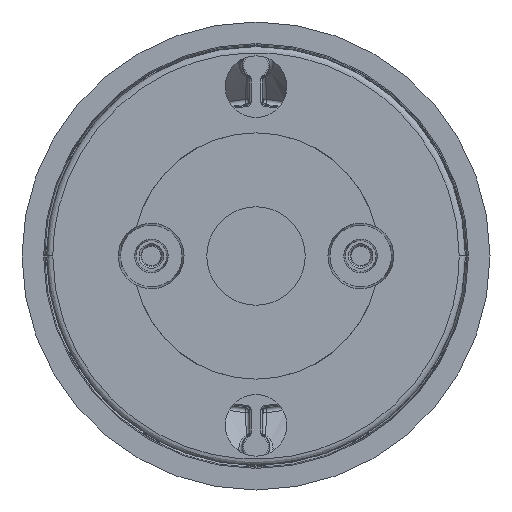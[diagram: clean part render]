
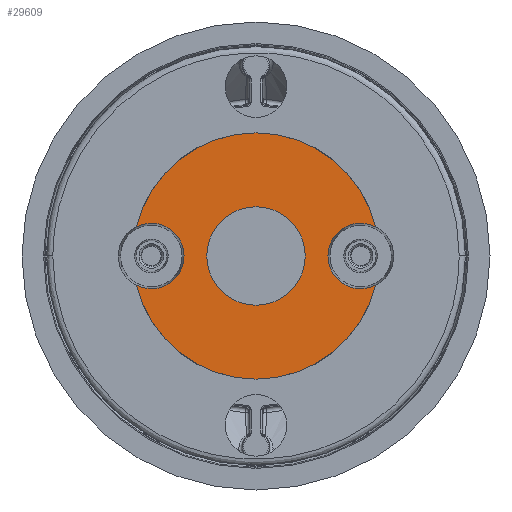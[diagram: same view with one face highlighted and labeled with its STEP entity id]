
A CAD part, front view. The second image highlights one B-rep face of the part: STEP entity #29609.
In plain terms, the highlighted planar face has unit normal (0, -1, 0).
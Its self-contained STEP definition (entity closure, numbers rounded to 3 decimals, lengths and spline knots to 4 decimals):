
#344 = DIRECTION ( 'NONE',  ( 0., -1., 0. ) ) ;
#436 = DIRECTION ( 'NONE',  ( 0., 1., 0. ) ) ;
#1653 = AXIS2_PLACEMENT_3D ( 'NONE', #16149, #45442, #20370 ) ;
#2007 = CARTESIAN_POINT ( 'NONE',  ( -0.6693, 0.0157, -1.2992 ) ) ;
#2684 = AXIS2_PLACEMENT_3D ( 'NONE', #25533, #436, #29749 ) ;
#2984 = ORIENTED_EDGE ( 'NONE', *, *, #36680, .T. ) ;
#3253 = CARTESIAN_POINT ( 'NONE',  ( -0.7651, 0.0157, -1.1132 ) ) ;
#3455 = AXIS2_PLACEMENT_3D ( 'NONE', #41269, #16185, #45483 ) ;
#4756 = EDGE_CURVE ( 'NONE', #38057, #48383, #12619, .T. ) ;
#5045 = DIRECTION ( 'NONE',  ( 0., 1., 0. ) ) ;
#5046 = CARTESIAN_POINT ( 'NONE',  ( 0., 0.0157, -1.2992 ) ) ;
#5612 = EDGE_LOOP ( 'NONE', ( #44904, #24798, #36179, #48802, #32824, #16163, #11210 ) ) ;
#5718 = VERTEX_POINT ( 'NONE', #50992 ) ;
#6201 = DIRECTION ( 'NONE',  ( -1., 0., 0. ) ) ;
#6528 = EDGE_CURVE ( 'NONE', #5718, #12355, #28924, .T. ) ;
#6864 = CARTESIAN_POINT ( 'NONE',  ( 0.7651, 0.0157, -1.1132 ) ) ;
#8121 = CARTESIAN_POINT ( 'NONE',  ( 0., 0.0157, -0.9843 ) ) ;
#9264 = DIRECTION ( 'NONE',  ( 0., 0., 1. ) ) ;
#9876 = AXIS2_PLACEMENT_3D ( 'NONE', #42123, #344, #29652 ) ;
#10581 = CARTESIAN_POINT ( 'NONE',  ( -0.7651, 0.0157, -1.4852 ) ) ;
#11098 = CARTESIAN_POINT ( 'NONE',  ( 0., 0.0157, -1.2992 ) ) ;
#11210 = ORIENTED_EDGE ( 'NONE', *, *, #12554, .T. ) ;
#11470 = AXIS2_PLACEMENT_3D ( 'NONE', #2007, #31345, #6201 ) ;
#12270 = CARTESIAN_POINT ( 'NONE',  ( 0., 0.0157, -1.2992 ) ) ;
#12355 = VERTEX_POINT ( 'NONE', #6864 ) ;
#12554 = EDGE_CURVE ( 'NONE', #26423, #27202, #43709, .T. ) ;
#12619 = CIRCLE ( 'NONE', #1653, 0.315 ) ;
#14345 = EDGE_CURVE ( 'NONE', #50073, #5718, #25995, .T. ) ;
#15306 = EDGE_CURVE ( 'NONE', #33115, #26059, #20072, .T. ) ;
#15340 = DIRECTION ( 'NONE',  ( 0., 0., 1. ) ) ;
#16149 = CARTESIAN_POINT ( 'NONE',  ( 0., 0.0157, -1.2992 ) ) ;
#16163 = ORIENTED_EDGE ( 'NONE', *, *, #24232, .T. ) ;
#16185 = DIRECTION ( 'NONE',  ( 0., -1., 0. ) ) ;
#16497 = DIRECTION ( 'NONE',  ( 0., 0., 1. ) ) ;
#17076 = EDGE_CURVE ( 'NONE', #27202, #50073, #33724, .T. ) ;
#17112 = CARTESIAN_POINT ( 'NONE',  ( 0.6693, 0.0157, -1.2992 ) ) ;
#17523 = FACE_OUTER_BOUND ( 'NONE', #5612, .T. ) ;
#17790 = ORIENTED_EDGE ( 'NONE', *, *, #4756, .T. ) ;
#18798 = CARTESIAN_POINT ( 'NONE',  ( 0.7651, 0.0157, -1.4852 ) ) ;
#20072 = CIRCLE ( 'NONE', #36373, 0.7874 ) ;
#20370 = DIRECTION ( 'NONE',  ( 0., 0., 1. ) ) ;
#20724 = AXIS2_PLACEMENT_3D ( 'NONE', #11098, #40434, #15340 ) ;
#21329 = DIRECTION ( 'NONE',  ( -1., 0., 0. ) ) ;
#24232 = EDGE_CURVE ( 'NONE', #26059, #26423, #53771, .T. ) ;
#24798 = ORIENTED_EDGE ( 'NONE', *, *, #14345, .T. ) ;
#25442 = PLANE ( 'NONE',  #9876 ) ;
#25533 = CARTESIAN_POINT ( 'NONE',  ( -0.6693, 0.0157, -1.2992 ) ) ;
#25995 = CIRCLE ( 'NONE', #42311, 0.2093 ) ;
#26059 = VERTEX_POINT ( 'NONE', #3253 ) ;
#26423 = VERTEX_POINT ( 'NONE', #52289 ) ;
#27202 = VERTEX_POINT ( 'NONE', #10581 ) ;
#27515 = EDGE_CURVE ( 'NONE', #12355, #33115, #52929, .T. ) ;
#28781 = AXIS2_PLACEMENT_3D ( 'NONE', #30156, #5045, #34371 ) ;
#28924 = CIRCLE ( 'NONE', #28781, 0.2093 ) ;
#29609 = ADVANCED_FACE ( 'NONE', ( #29950, #17523 ), #25442, .T. ) ;
#29652 = DIRECTION ( 'NONE',  ( 0., 0., -1. ) ) ;
#29749 = DIRECTION ( 'NONE',  ( -1., 0., 0. ) ) ;
#29950 = FACE_BOUND ( 'NONE', #52124, .T. ) ;
#30156 = CARTESIAN_POINT ( 'NONE',  ( 0.6693, 0.0157, -1.2992 ) ) ;
#31345 = DIRECTION ( 'NONE',  ( 0., 1., 0. ) ) ;
#32824 = ORIENTED_EDGE ( 'NONE', *, *, #15306, .T. ) ;
#33115 = VERTEX_POINT ( 'NONE', #43916 ) ;
#33724 = CIRCLE ( 'NONE', #42052, 0.7874 ) ;
#34371 = DIRECTION ( 'NONE',  ( -1., 0., 0. ) ) ;
#34374 = DIRECTION ( 'NONE',  ( 0., -1., 0. ) ) ;
#36179 = ORIENTED_EDGE ( 'NONE', *, *, #6528, .T. ) ;
#36373 = AXIS2_PLACEMENT_3D ( 'NONE', #5046, #34374, #9264 ) ;
#36680 = EDGE_CURVE ( 'NONE', #48383, #38057, #44733, .T. ) ;
#38057 = VERTEX_POINT ( 'NONE', #8121 ) ;
#40434 = DIRECTION ( 'NONE',  ( 0., 1., 0. ) ) ;
#41269 = CARTESIAN_POINT ( 'NONE',  ( 0., 0.0157, -1.2992 ) ) ;
#41592 = DIRECTION ( 'NONE',  ( 0., -1., 0. ) ) ;
#42052 = AXIS2_PLACEMENT_3D ( 'NONE', #12270, #41592, #16497 ) ;
#42123 = CARTESIAN_POINT ( 'NONE',  ( -0.315, 0.0157, -1.2992 ) ) ;
#42311 = AXIS2_PLACEMENT_3D ( 'NONE', #17112, #46393, #21329 ) ;
#43709 = CIRCLE ( 'NONE', #2684, 0.2093 ) ;
#43916 = CARTESIAN_POINT ( 'NONE',  ( 0., 0.0157, -0.5118 ) ) ;
#44733 = CIRCLE ( 'NONE', #20724, 0.315 ) ;
#44904 = ORIENTED_EDGE ( 'NONE', *, *, #17076, .T. ) ;
#45442 = DIRECTION ( 'NONE',  ( 0., 1., 0. ) ) ;
#45483 = DIRECTION ( 'NONE',  ( 0., 0., 1. ) ) ;
#46393 = DIRECTION ( 'NONE',  ( 0., 1., 0. ) ) ;
#48383 = VERTEX_POINT ( 'NONE', #49963 ) ;
#48802 = ORIENTED_EDGE ( 'NONE', *, *, #27515, .T. ) ;
#49963 = CARTESIAN_POINT ( 'NONE',  ( 0., 0.0157, -1.6142 ) ) ;
#50073 = VERTEX_POINT ( 'NONE', #18798 ) ;
#50992 = CARTESIAN_POINT ( 'NONE',  ( 0.46, 0.0157, -1.2992 ) ) ;
#52124 = EDGE_LOOP ( 'NONE', ( #17790, #2984 ) ) ;
#52289 = CARTESIAN_POINT ( 'NONE',  ( -0.46, 0.0157, -1.2992 ) ) ;
#52929 = CIRCLE ( 'NONE', #3455, 0.7874 ) ;
#53771 = CIRCLE ( 'NONE', #11470, 0.2093 ) ;
